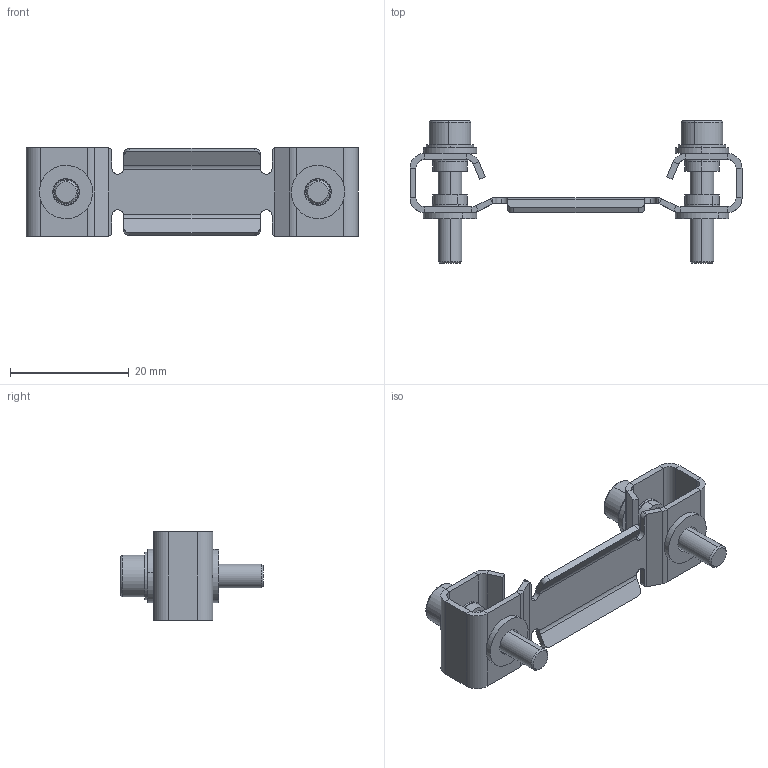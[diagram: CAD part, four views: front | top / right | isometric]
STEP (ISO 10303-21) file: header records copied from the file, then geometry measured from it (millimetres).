
FILE_DESCRIPTION (( 'STEP AP203' ), '1' );
FILE_NAME ('PKIT590-1KJ.step', '2021-07-07T10:18:38', ( '' ), ( '' ), 'SwSTEP 2.0', 'SolidWorks 2021', '' );
FILE_SCHEMA (( 'CONFIG_CONTROL_DESIGN' ));
Length unit declared in the file: millimetre
Products named in the file (1): PKIT590-1KJ
Bounding box: 56 x 24 x 15 mm (x, y, z)
Volume: 2466.6 mm3; surface area: 4991.8 mm2
Topology: 9 solids, 9 shells, 335 faces, 829 edges, 484 vertices
Faces by surface type: plane 176, cylinder 109, bspline 38, cone 8, torus 4
Entity records: 10390 total; most frequent: CARTESIAN_POINT 2623, DIRECTION 1603, ORIENTED_EDGE 1586, EDGE_CURVE 793, AXIS2_PLACEMENT_3D 588, VERTEX_POINT 484, VECTOR 427, LINE 427
